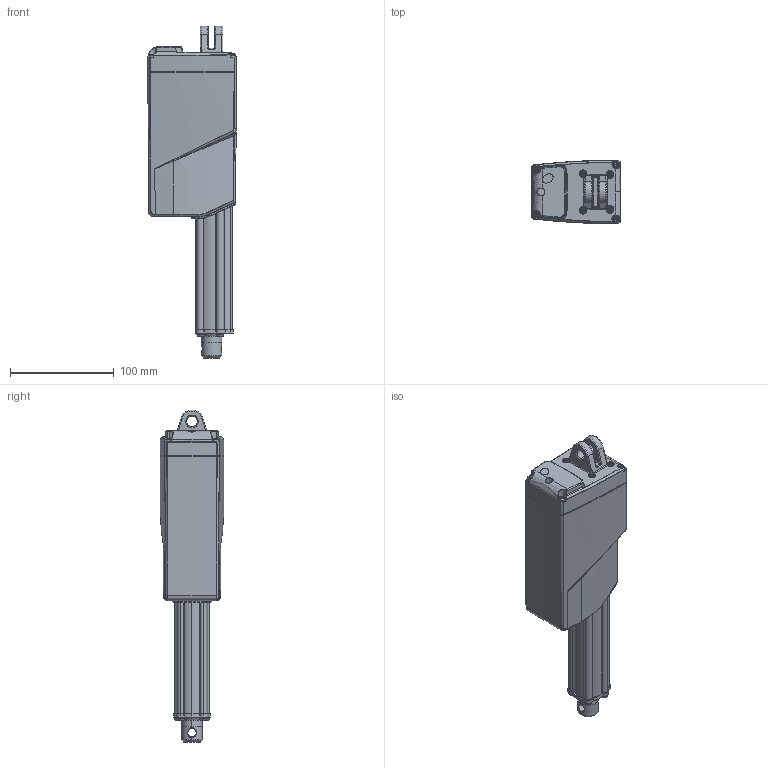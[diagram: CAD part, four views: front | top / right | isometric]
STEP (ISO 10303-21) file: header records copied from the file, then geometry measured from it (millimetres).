
FILE_DESCRIPTION (( 'STEP AP203' ), '1' );
FILE_NAME ('3D_MA5.STEP', '2018-07-13T03:41:50', ( '' ), ( '' ), 'SwSTEP 2.0', 'SolidWorks 2015', '' );
FILE_SCHEMA (( 'CONFIG_CONTROL_DESIGN' ));
Length unit declared in the file: millimetre
Products named in the file (1): 3D_MA5
Bounding box: 85.58 x 61.62 x 320 mm (x, y, z)
Volume: 850598.5 mm3; surface area: 126733.3 mm2
Topology: 11 solids, 11 shells, 889 faces, 2235 edges, 1358 vertices
Faces by surface type: bspline 261, plane 255, cylinder 207, torus 124, cone 42
Entity records: 34294 total; most frequent: CARTESIAN_POINT 14879, ORIENTED_EDGE 4420, DIRECTION 3618, EDGE_CURVE 2210, AXIS2_PLACEMENT_3D 1419, VERTEX_POINT 1358, EDGE_LOOP 916, FACE_OUTER_BOUND 889
